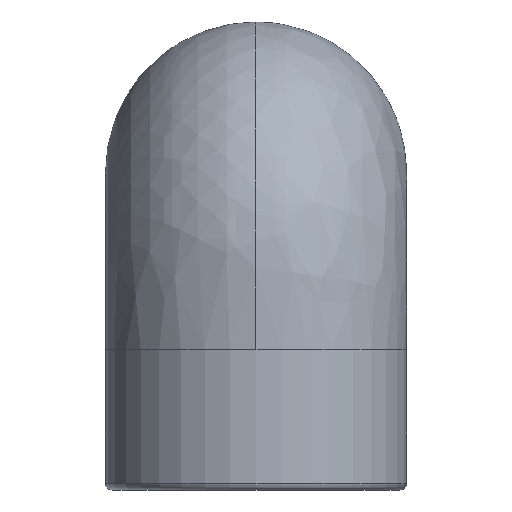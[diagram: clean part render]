
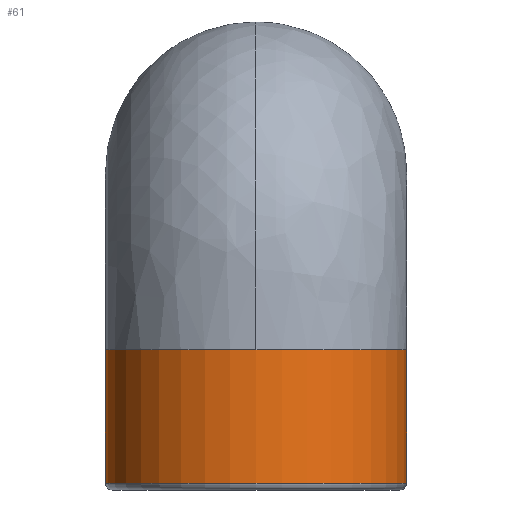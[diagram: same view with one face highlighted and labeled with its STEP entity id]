
A CAD part, front view. The second image highlights one B-rep face of the part: STEP entity #61.
In plain terms, the highlighted cylindrical face has radius 11 mm (diameter 22 mm), a partial arc.
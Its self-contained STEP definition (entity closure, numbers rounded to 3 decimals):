
#61=ADVANCED_FACE('',(#130),#131,.T.);
#130=FACE_OUTER_BOUND('',#577,.T.);
#131=CYLINDRICAL_SURFACE('',#578,11.0);
#577=EDGE_LOOP('',(#1054,#1055,#1056,#1057,#1058));
#578=AXIS2_PLACEMENT_3D('',#1059,#1060,#1061);
#1054=ORIENTED_EDGE('',*,*,#1219,.F.);
#1055=ORIENTED_EDGE('',*,*,#1220,.F.);
#1056=ORIENTED_EDGE('',*,*,#1221,.F.);
#1057=ORIENTED_EDGE('',*,*,#1182,.F.);
#1058=ORIENTED_EDGE('',*,*,#1222,.F.);
#1059=CARTESIAN_POINT('',(0.0,0.0,0.0));
#1060=DIRECTION('',(-0.0,0.0,-1.0));
#1061=DIRECTION('',(-1.0,0.0,0.0));
#1182=EDGE_CURVE('',#1263,#1265,#1266,.T.);
#1219=EDGE_CURVE('',#1328,#1329,#1330,.T.);
#1220=EDGE_CURVE('',#1331,#1328,#1332,.T.);
#1221=EDGE_CURVE('',#1265,#1331,#1333,.T.);
#1222=EDGE_CURVE('',#1329,#1263,#1334,.T.);
#1263=VERTEX_POINT('',#1387);
#1265=VERTEX_POINT('',#1398);
#1266=CIRCLE('',#1399,11.0);
#1328=VERTEX_POINT('',#1481);
#1329=VERTEX_POINT('',#1482);
#1330=LINE('',#1483,#1484);
#1331=VERTEX_POINT('',#1485);
#1332=CIRCLE('',#1486,11.0);
#1333=LINE('',#1487,#1488);
#1334=CIRCLE('',#1489,11.0);
#1387=CARTESIAN_POINT('',(0.,-11.0,10.25));
#1398=CARTESIAN_POINT('',(11.0,0.,10.25));
#1399=AXIS2_PLACEMENT_3D('',#1531,#1532,#1533);
#1481=CARTESIAN_POINT('',(-11.0,0.,0.5));
#1482=CARTESIAN_POINT('',(-11.0,0.,10.25));
#1483=CARTESIAN_POINT('',(-11.0,0.,5.375));
#1484=VECTOR('',#1599,1.0);
#1485=CARTESIAN_POINT('',(11.0,0.,0.5));
#1486=AXIS2_PLACEMENT_3D('',#1600,#1601,#1602);
#1487=CARTESIAN_POINT('',(11.0,0.,5.375));
#1488=VECTOR('',#1603,1.0);
#1489=AXIS2_PLACEMENT_3D('',#1604,#1605,#1606);
#1531=CARTESIAN_POINT('',(0.0,0.0,10.25));
#1532=DIRECTION('',(0.0,0.0,1.0));
#1533=DIRECTION('',(-1.0,0.0,0.0));
#1599=DIRECTION('',(-0.0,-0.0,1.0));
#1600=CARTESIAN_POINT('',(0.0,0.0,0.5));
#1601=DIRECTION('',(0.0,0.0,-1.0));
#1602=DIRECTION('',(-1.0,0.0,0.0));
#1603=DIRECTION('',(-0.0,-0.0,-1.0));
#1604=CARTESIAN_POINT('',(0.0,0.0,10.25));
#1605=DIRECTION('',(0.0,0.0,1.0));
#1606=DIRECTION('',(-1.0,0.0,0.0));
